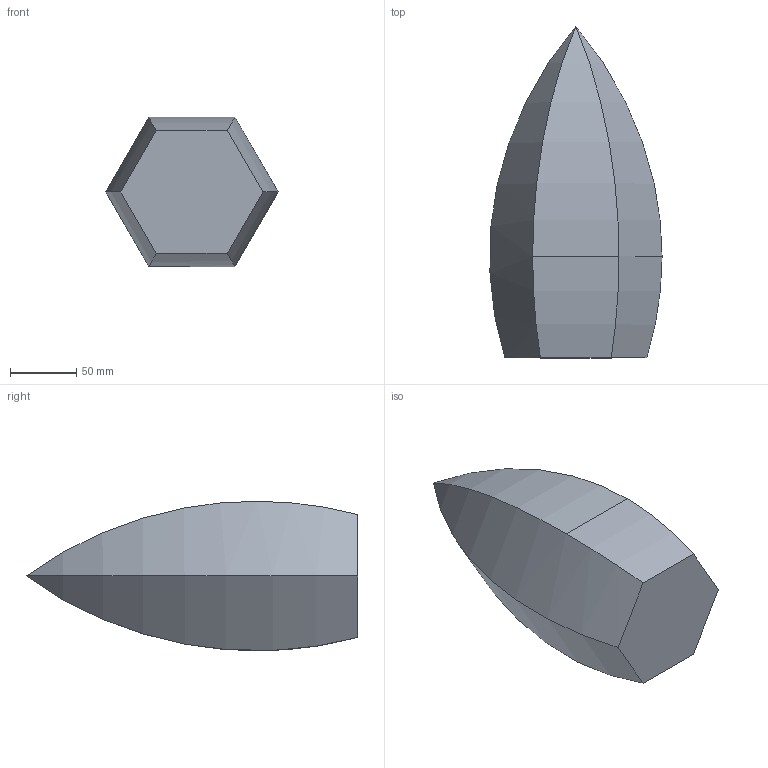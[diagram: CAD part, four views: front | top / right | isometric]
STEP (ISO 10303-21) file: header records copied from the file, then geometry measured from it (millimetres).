
FILE_DESCRIPTION (( 'STEP AP214' ), '1' );
FILE_NAME ('Christel 010.STEP', '2021-03-28T08:57:15', ( '' ), ( '' ), 'SwSTEP 2.0', 'SolidWorks 2021', '' );
FILE_SCHEMA (( 'AUTOMOTIVE_DESIGN' ));
Length unit declared in the file: millimetre
Products named in the file (1): Christel 010
Bounding box: 129.7 x 250 x 112.58 mm (x, y, z)
Volume: 1791177.3 mm3; surface area: 83674.2 mm2
Topology: 1 solids, 1 shells, 10 faces, 19 edges, 11 vertices
Faces by surface type: cylinder 9, plane 1
Entity records: 277 total; most frequent: CARTESIAN_POINT 71, ORIENTED_EDGE 38, DIRECTION 31, EDGE_CURVE 19, VERTEX_POINT 11, AXIS2_PLACEMENT_3D 11, ADVANCED_FACE 10, EDGE_LOOP 10
